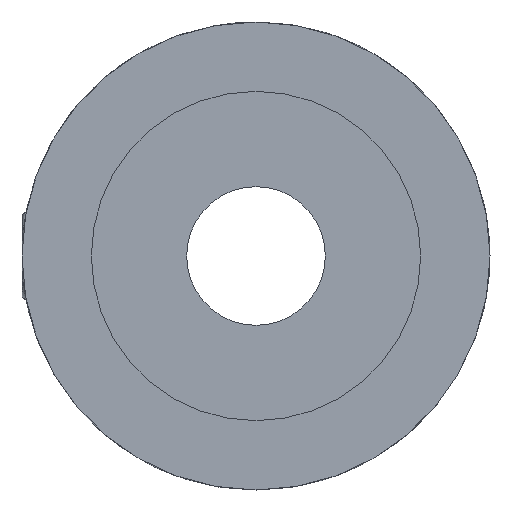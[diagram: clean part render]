
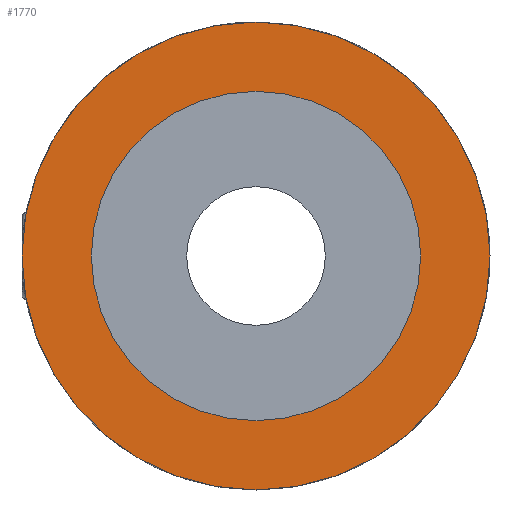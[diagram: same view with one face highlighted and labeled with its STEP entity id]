
A CAD part, left-side view. The second image highlights one B-rep face of the part: STEP entity #1770.
In plain terms, the highlighted planar face has unit normal (-1, 0, 0).
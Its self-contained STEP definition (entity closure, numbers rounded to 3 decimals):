
#94 = DIRECTION ( 'NONE',  ( 1., 0., 0. ) ) ;
#167 = CARTESIAN_POINT ( 'NONE',  ( -46.82, 13.5, 0. ) ) ;
#423 = DIRECTION ( 'NONE',  ( 1., 0., 0. ) ) ;
#428 = ORIENTED_EDGE ( 'NONE', *, *, #2876, .T. ) ;
#435 = AXIS2_PLACEMENT_3D ( 'NONE', #1120, #423, #620 ) ;
#562 = ORIENTED_EDGE ( 'NONE', *, *, #2465, .T. ) ;
#620 = DIRECTION ( 'NONE',  ( 0., 0., -1. ) ) ;
#826 = AXIS2_PLACEMENT_3D ( 'NONE', #1286, #94, #1587 ) ;
#1120 = CARTESIAN_POINT ( 'NONE',  ( -46.82, 0., 0. ) ) ;
#1212 = CARTESIAN_POINT ( 'NONE',  ( -46.82, 0., 0. ) ) ;
#1255 = VERTEX_POINT ( 'NONE', #2406 ) ;
#1268 = EDGE_CURVE ( 'NONE', #1399, #2165, #1568, .T. ) ;
#1286 = CARTESIAN_POINT ( 'NONE',  ( -46.82, 0., 0. ) ) ;
#1297 = CARTESIAN_POINT ( 'NONE',  ( -46.82, 0., 9.5 ) ) ;
#1399 = VERTEX_POINT ( 'NONE', #1494 ) ;
#1431 = VERTEX_POINT ( 'NONE', #1297 ) ;
#1448 = DIRECTION ( 'NONE',  ( 0., 0., -1. ) ) ;
#1494 = CARTESIAN_POINT ( 'NONE',  ( -46.82, 0., -13.5 ) ) ;
#1568 = CIRCLE ( 'NONE', #2838, 13.5 ) ;
#1587 = DIRECTION ( 'NONE',  ( 0., 0., -1. ) ) ;
#1595 = FACE_BOUND ( 'NONE', #2557, .T. ) ;
#1643 = PLANE ( 'NONE',  #1665 ) ;
#1665 = AXIS2_PLACEMENT_3D ( 'NONE', #167, #2123, #2104 ) ;
#1770 = ADVANCED_FACE ( 'NONE', ( #1595, #3017 ), #1643, .T. ) ;
#1850 = CARTESIAN_POINT ( 'NONE',  ( -46.82, 0., 13.5 ) ) ;
#1896 = DIRECTION ( 'NONE',  ( 1., 0., 0. ) ) ;
#1953 = DIRECTION ( 'NONE',  ( 1., 0., 0. ) ) ;
#1964 = CIRCLE ( 'NONE', #2938, 9.5 ) ;
#2103 = ORIENTED_EDGE ( 'NONE', *, *, #2892, .F. ) ;
#2104 = DIRECTION ( 'NONE',  ( 0., 0., 1. ) ) ;
#2115 = CIRCLE ( 'NONE', #435, 13.5 ) ;
#2123 = DIRECTION ( 'NONE',  ( -1., 0., 0. ) ) ;
#2165 = VERTEX_POINT ( 'NONE', #1850 ) ;
#2406 = CARTESIAN_POINT ( 'NONE',  ( -46.82, 0., -9.5 ) ) ;
#2465 = EDGE_CURVE ( 'NONE', #1431, #1255, #1964, .T. ) ;
#2557 = EDGE_LOOP ( 'NONE', ( #428, #562 ) ) ;
#2603 = EDGE_LOOP ( 'NONE', ( #3015, #2103 ) ) ;
#2614 = CARTESIAN_POINT ( 'NONE',  ( -46.82, 0., 0. ) ) ;
#2830 = DIRECTION ( 'NONE',  ( 0., 0., -1. ) ) ;
#2838 = AXIS2_PLACEMENT_3D ( 'NONE', #1212, #1953, #1448 ) ;
#2876 = EDGE_CURVE ( 'NONE', #1255, #1431, #3039, .T. ) ;
#2892 = EDGE_CURVE ( 'NONE', #2165, #1399, #2115, .T. ) ;
#2938 = AXIS2_PLACEMENT_3D ( 'NONE', #2614, #1896, #2830 ) ;
#3015 = ORIENTED_EDGE ( 'NONE', *, *, #1268, .F. ) ;
#3017 = FACE_OUTER_BOUND ( 'NONE', #2603, .T. ) ;
#3039 = CIRCLE ( 'NONE', #826, 9.5 ) ;
